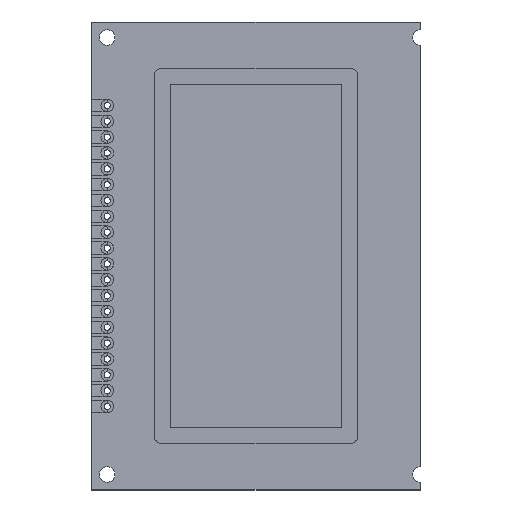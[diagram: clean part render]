
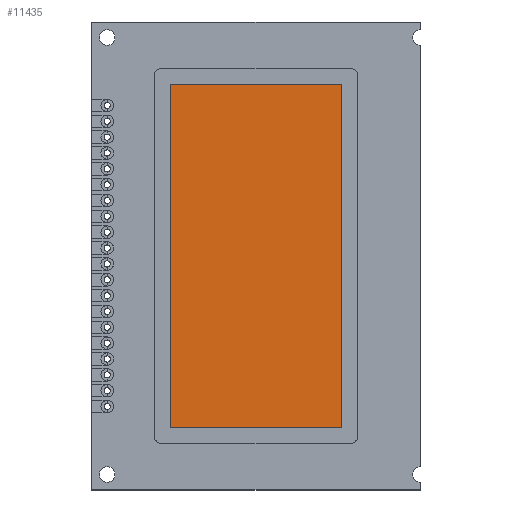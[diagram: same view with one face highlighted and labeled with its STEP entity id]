
A CAD part, top view. The second image highlights one B-rep face of the part: STEP entity #11435.
In plain terms, the highlighted planar face has unit normal (0, 0, 1).
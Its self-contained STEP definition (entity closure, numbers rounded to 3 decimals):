
#11344 = VERTEX_POINT('',#11345);
#11345 = CARTESIAN_POINT('',(37.59,-51.63,11.));
#11351 = EDGE_CURVE('',#11344,#11352,#11354,.T.);
#11352 = VERTEX_POINT('',#11353);
#11353 = CARTESIAN_POINT('',(37.59,3.37,11.));
#11354 = LINE('',#11355,#11356);
#11355 = CARTESIAN_POINT('',(37.59,-51.63,11.));
#11356 = VECTOR('',#11357,1.);
#11357 = DIRECTION('',(0.,1.,0.));
#11375 = EDGE_CURVE('',#11376,#11352,#11378,.T.);
#11376 = VERTEX_POINT('',#11377);
#11377 = CARTESIAN_POINT('',(10.1,3.37,11.));
#11378 = LINE('',#11379,#11380);
#11379 = CARTESIAN_POINT('',(10.1,3.37,11.));
#11380 = VECTOR('',#11381,1.);
#11381 = DIRECTION('',(1.,0.,0.));
#11399 = VERTEX_POINT('',#11400);
#11400 = CARTESIAN_POINT('',(10.1,-51.63,11.));
#11406 = EDGE_CURVE('',#11399,#11376,#11407,.T.);
#11407 = LINE('',#11408,#11409);
#11408 = CARTESIAN_POINT('',(10.1,-51.63,11.));
#11409 = VECTOR('',#11410,1.);
#11410 = DIRECTION('',(0.,1.,0.));
#11423 = EDGE_CURVE('',#11399,#11344,#11424,.T.);
#11424 = LINE('',#11425,#11426);
#11425 = CARTESIAN_POINT('',(10.1,-51.63,11.));
#11426 = VECTOR('',#11427,1.);
#11427 = DIRECTION('',(1.,0.,0.));
#11435 = ADVANCED_FACE('',(#11436),#11442,.T.);
#11436 = FACE_BOUND('',#11437,.T.);
#11437 = EDGE_LOOP('',(#11438,#11439,#11440,#11441));
#11438 = ORIENTED_EDGE('',*,*,#11406,.F.);
#11439 = ORIENTED_EDGE('',*,*,#11423,.T.);
#11440 = ORIENTED_EDGE('',*,*,#11351,.T.);
#11441 = ORIENTED_EDGE('',*,*,#11375,.F.);
#11442 = PLANE('',#11443);
#11443 = AXIS2_PLACEMENT_3D('',#11444,#11445,#11446);
#11444 = CARTESIAN_POINT('',(10.1,-51.63,11.));
#11445 = DIRECTION('',(0.,0.,1.));
#11446 = DIRECTION('',(1.,0.,0.));
